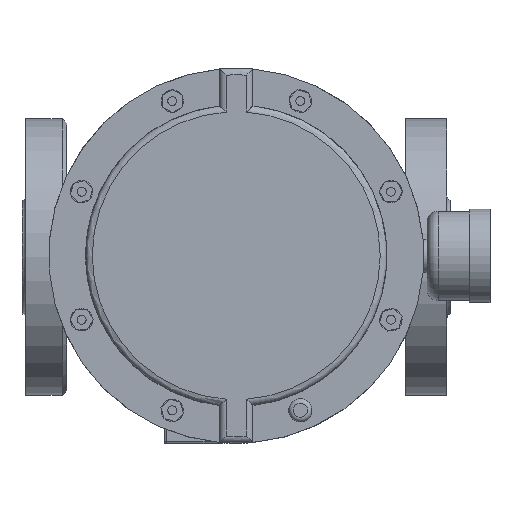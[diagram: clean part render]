
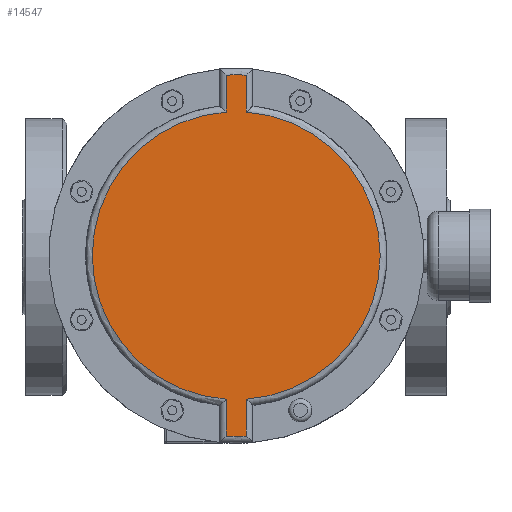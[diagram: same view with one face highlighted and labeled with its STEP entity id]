
A CAD part, top view. The second image highlights one B-rep face of the part: STEP entity #14547.
In plain terms, the highlighted planar face has unit normal (0, 0, 1).
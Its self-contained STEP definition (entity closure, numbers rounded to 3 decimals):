
#1116=LINE('',#22560,#2396);
#1118=LINE('',#22632,#2398);
#1121=LINE('',#22638,#2401);
#1123=LINE('',#22674,#2403);
#2396=VECTOR('',#17456,16.532);
#2398=VECTOR('',#17472,16.532);
#2401=VECTOR('',#17477,16.532);
#2403=VECTOR('',#17487,16.532);
#3543=FACE_OUTER_BOUND('',#4493,.T.);
#4493=EDGE_LOOP('',(#10338,#10339,#10340,#10341,#10342,#10343,#10344,#10345));
#5522=CIRCLE('',#15532,64.5);
#5523=CIRCLE('',#15535,81.);
#5526=CIRCLE('',#15539,64.5);
#5528=CIRCLE('',#15544,81.);
#6323=VERTEX_POINT('',#22527);
#6324=VERTEX_POINT('',#22542);
#6325=VERTEX_POINT('',#22559);
#6327=VERTEX_POINT('',#22578);
#6331=VERTEX_POINT('',#22600);
#6332=VERTEX_POINT('',#22615);
#6334=VERTEX_POINT('',#22637);
#6336=VERTEX_POINT('',#22656);
#7841=EDGE_CURVE('',#6323,#6324,#5522,.T.);
#7843=EDGE_CURVE('',#6324,#6325,#1116,.T.);
#7846=EDGE_CURVE('',#6325,#6327,#5523,.T.);
#7851=EDGE_CURVE('',#6331,#6332,#5526,.T.);
#7853=EDGE_CURVE('',#6327,#6331,#1118,.T.);
#7856=EDGE_CURVE('',#6332,#6334,#1121,.T.);
#7859=EDGE_CURVE('',#6334,#6336,#5528,.T.);
#7862=EDGE_CURVE('',#6336,#6323,#1123,.T.);
#10338=ORIENTED_EDGE('',*,*,#7851,.F.);
#10339=ORIENTED_EDGE('',*,*,#7853,.F.);
#10340=ORIENTED_EDGE('',*,*,#7846,.F.);
#10341=ORIENTED_EDGE('',*,*,#7843,.F.);
#10342=ORIENTED_EDGE('',*,*,#7841,.F.);
#10343=ORIENTED_EDGE('',*,*,#7862,.F.);
#10344=ORIENTED_EDGE('',*,*,#7859,.F.);
#10345=ORIENTED_EDGE('',*,*,#7856,.F.);
#13891=PLANE('',#15554);
#14547=ADVANCED_FACE('',(#3543),#13891,.T.);
#15532=AXIS2_PLACEMENT_3D('',#22543,#17452,#17453);
#15535=AXIS2_PLACEMENT_3D('',#22579,#17460,#17461);
#15539=AXIS2_PLACEMENT_3D('',#22616,#17468,#17469);
#15544=AXIS2_PLACEMENT_3D('',#22657,#17482,#17483);
#15554=AXIS2_PLACEMENT_3D('',#22700,#17513,#17514);
#17452=DIRECTION('center_axis',(0.,0.,-1.));
#17453=DIRECTION('ref_axis',(-1.,0.,0.));
#17456=DIRECTION('',(0.,1.,0.));
#17460=DIRECTION('center_axis',(0.,0.,-1.));
#17461=DIRECTION('ref_axis',(0.,1.,0.));
#17468=DIRECTION('center_axis',(0.,0.,-1.));
#17469=DIRECTION('ref_axis',(1.,0.,0.));
#17472=DIRECTION('',(0.,-1.,0.));
#17477=DIRECTION('',(0.,-1.,0.));
#17482=DIRECTION('center_axis',(0.,0.,-1.));
#17483=DIRECTION('ref_axis',(0.,-1.,0.));
#17487=DIRECTION('',(0.,1.,0.));
#17513=DIRECTION('center_axis',(0.,0.,1.));
#17514=DIRECTION('ref_axis',(1.,0.,0.));
#22527=CARTESIAN_POINT('',(-4.5,-64.343,362.));
#22542=CARTESIAN_POINT('',(-4.5,64.343,362.));
#22543=CARTESIAN_POINT('Origin',(0.,0.,362.));
#22559=CARTESIAN_POINT('',(-4.5,80.875,362.));
#22560=CARTESIAN_POINT('',(-4.5,0.,362.));
#22578=CARTESIAN_POINT('',(4.5,80.875,362.));
#22579=CARTESIAN_POINT('Origin',(0.,0.,362.));
#22600=CARTESIAN_POINT('',(4.5,64.343,362.));
#22615=CARTESIAN_POINT('',(4.5,-64.343,362.));
#22616=CARTESIAN_POINT('Origin',(0.,0.,362.));
#22632=CARTESIAN_POINT('',(4.5,0.,362.));
#22637=CARTESIAN_POINT('',(4.5,-80.875,362.));
#22638=CARTESIAN_POINT('',(4.5,0.,362.));
#22656=CARTESIAN_POINT('',(-4.5,-80.875,362.));
#22657=CARTESIAN_POINT('Origin',(0.,0.,362.));
#22674=CARTESIAN_POINT('',(-4.5,0.,362.));
#22700=CARTESIAN_POINT('Origin',(0.,0.,
362.));
